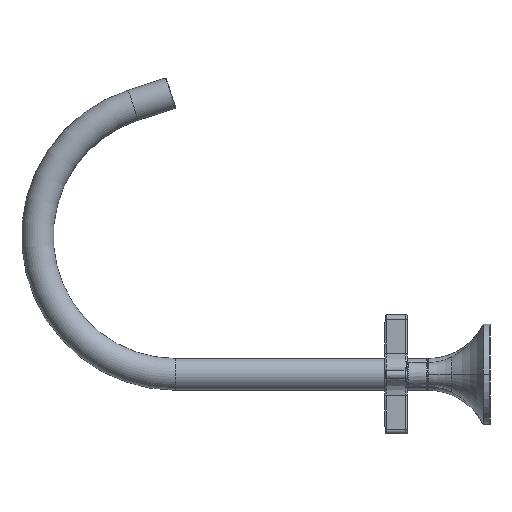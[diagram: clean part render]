
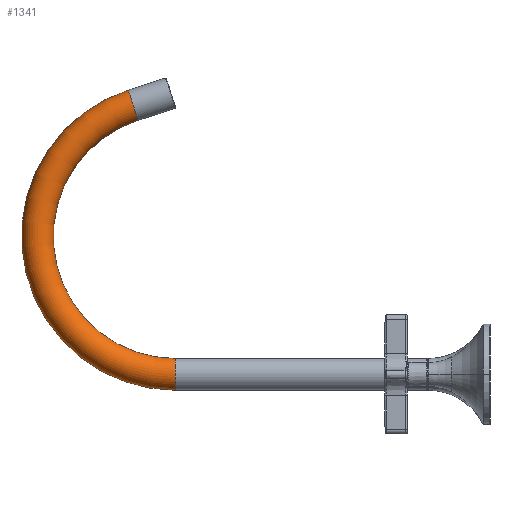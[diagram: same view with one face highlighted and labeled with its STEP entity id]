
A CAD part, left-side view. The second image highlights one B-rep face of the part: STEP entity #1341.
In plain terms, the highlighted toroidal (fillet/blend) face has major radius 82.5 mm and minor radius 9.5 mm.
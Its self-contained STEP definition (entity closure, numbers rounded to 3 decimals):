
#73 = AXIS2_PLACEMENT_3D ( 'NONE', #3955, #1278, #4409 ) ;
#214 = ORIENTED_EDGE ( 'NONE', *, *, #5121, .T. ) ;
#778 = CIRCLE ( 'NONE', #4309, 73. ) ;
#926 = EDGE_CURVE ( 'NONE', #5810, #1160, #5218, .T. ) ;
#1160 = VERTEX_POINT ( 'NONE', #1850 ) ;
#1199 = EDGE_CURVE ( 'NONE', #3983, #2023, #778, .T. ) ;
#1278 = DIRECTION ( 'NONE',  ( 0., 1., 0. ) ) ;
#1341 = ADVANCED_FACE ( 'NONE', ( #5001 ), #1573, .T. ) ;
#1573 = TOROIDAL_SURFACE ( 'NONE', #2105, 82.5, 9.5 ) ;
#1656 = ORIENTED_EDGE ( 'NONE', *, *, #926, .F. ) ;
#1748 = CARTESIAN_POINT ( 'NONE',  ( 0., 151., 82.5 ) ) ;
#1850 = CARTESIAN_POINT ( 'NONE',  ( 0., 179.181, 170.078 ) ) ;
#2023 = VERTEX_POINT ( 'NONE', #3373 ) ;
#2105 = AXIS2_PLACEMENT_3D ( 'NONE', #4058, #3604, #4505 ) ;
#2616 = DIRECTION ( 'NONE',  ( 0., -0.952, 0.306 ) ) ;
#3013 = EDGE_LOOP ( 'NONE', ( #1656, #214, #3613, #4037 ) ) ;
#3120 = CARTESIAN_POINT ( 'NONE',  ( 0., 151., 9.5 ) ) ;
#3373 = CARTESIAN_POINT ( 'NONE',  ( 0., 173.361, 151.991 ) ) ;
#3506 = EDGE_CURVE ( 'NONE', #1160, #2023, #4850, .T. ) ;
#3526 = AXIS2_PLACEMENT_3D ( 'NONE', #1748, #5748, #4361 ) ;
#3604 = DIRECTION ( 'NONE',  ( 1., 0., 0. ) ) ;
#3613 = ORIENTED_EDGE ( 'NONE', *, *, #1199, .T. ) ;
#3918 = CARTESIAN_POINT ( 'NONE',  ( 0., 151., -9.5 ) ) ;
#3955 = CARTESIAN_POINT ( 'NONE',  ( 0., 151., 0. ) ) ;
#3972 = DIRECTION ( 'NONE',  ( 0., 0., -1. ) ) ;
#3983 = VERTEX_POINT ( 'NONE', #3120 ) ;
#4013 = DIRECTION ( 'NONE',  ( 1., 0., 0. ) ) ;
#4033 = CARTESIAN_POINT ( 'NONE',  ( 0., 151., 82.5 ) ) ;
#4037 = ORIENTED_EDGE ( 'NONE', *, *, #3506, .F. ) ;
#4058 = CARTESIAN_POINT ( 'NONE',  ( 0., 151., 82.5 ) ) ;
#4309 = AXIS2_PLACEMENT_3D ( 'NONE', #4033, #4013, #3972 ) ;
#4361 = DIRECTION ( 'NONE',  ( 0., 0., -1. ) ) ;
#4409 = DIRECTION ( 'NONE',  ( 0., 0., 1. ) ) ;
#4505 = DIRECTION ( 'NONE',  ( 0., 0., -1. ) ) ;
#4542 = AXIS2_PLACEMENT_3D ( 'NONE', #5271, #2616, #5727 ) ;
#4850 = CIRCLE ( 'NONE', #4542, 9.5 ) ;
#4978 = CIRCLE ( 'NONE', #73, 9.5 ) ;
#5001 = FACE_OUTER_BOUND ( 'NONE', #3013, .T. ) ;
#5121 = EDGE_CURVE ( 'NONE', #5810, #3983, #4978, .T. ) ;
#5218 = CIRCLE ( 'NONE', #3526, 92. ) ;
#5271 = CARTESIAN_POINT ( 'NONE',  ( 0., 176.271, 161.034 ) ) ;
#5727 = DIRECTION ( 'NONE',  ( 0., -0.306, -0.952 ) ) ;
#5748 = DIRECTION ( 'NONE',  ( 1., 0., 0. ) ) ;
#5810 = VERTEX_POINT ( 'NONE', #3918 ) ;
